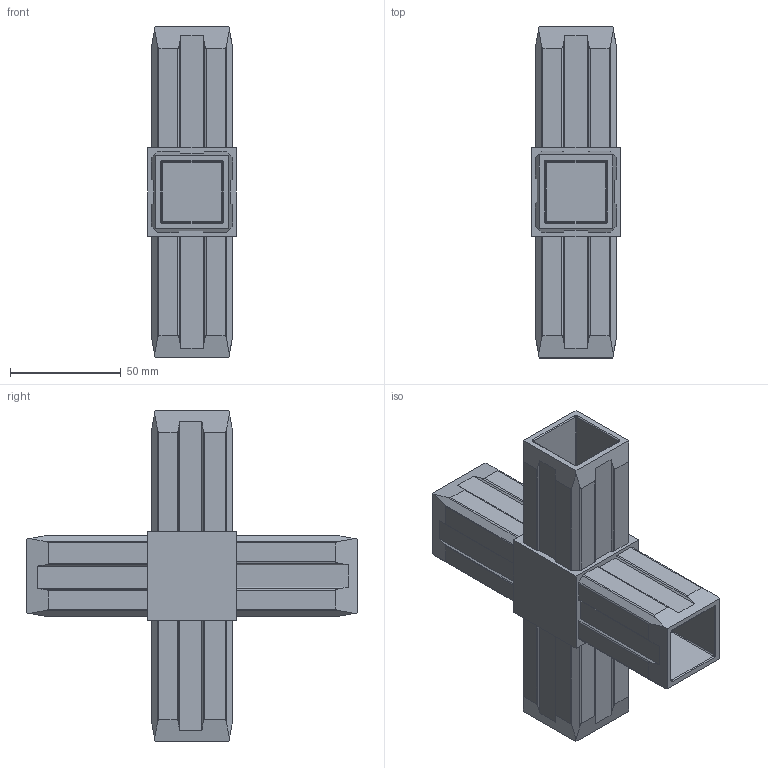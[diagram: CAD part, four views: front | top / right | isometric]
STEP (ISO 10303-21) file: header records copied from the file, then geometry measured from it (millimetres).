
FILE_DESCRIPTION (( 'STEP AP214' ), '1' );
FILE_NAME ('Spojka 4X.STEP', '2021-01-18T10:18:31', ( '' ), ( '' ), 'SwSTEP 2.0', 'SolidWorks 2019', '' );
FILE_SCHEMA (( 'AUTOMOTIVE_DESIGN' ));
Length unit declared in the file: millimetre
Products named in the file (1): Spojka 4X
Bounding box: 40 x 150 x 150 mm (x, y, z)
Volume: 151586.8 mm3; surface area: 67783.4 mm2
Topology: 1 solids, 1 shells, 290 faces, 774 edges, 478 vertices
Faces by surface type: plane 142, cylinder 114, torus 18, sphere 16
Entity records: 8828 total; most frequent: CARTESIAN_POINT 1719, ORIENTED_EDGE 1516, DIRECTION 1460, EDGE_CURVE 758, VECTOR 510, LINE 510, VERTEX_POINT 478, AXIS2_PLACEMENT_3D 475
